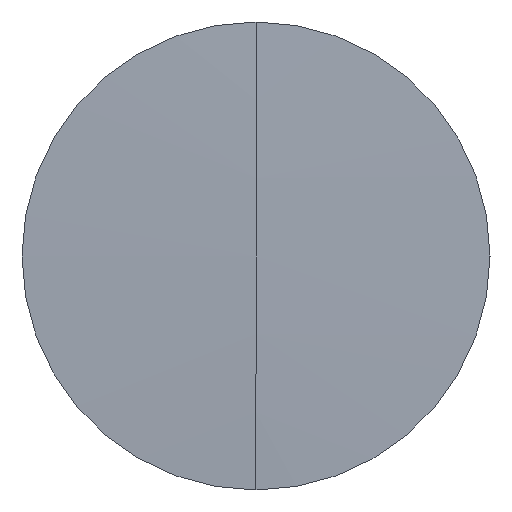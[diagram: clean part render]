
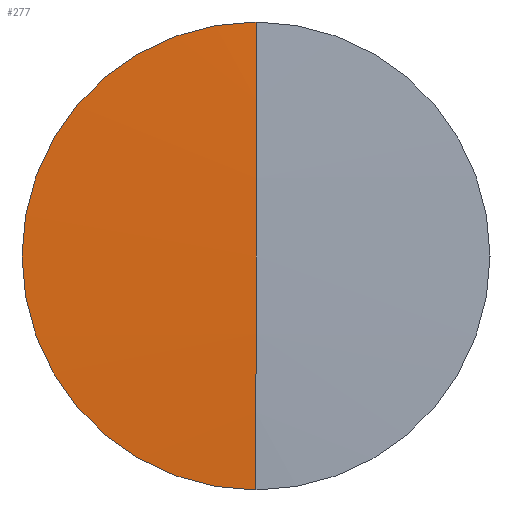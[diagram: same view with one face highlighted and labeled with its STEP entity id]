
A CAD part, left-side view. The second image highlights one B-rep face of the part: STEP entity #277.
In plain terms, the highlighted spherical face has radius 337.3 mm.
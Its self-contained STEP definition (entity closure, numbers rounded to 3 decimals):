
#1 = CARTESIAN_POINT ( 'NONE',  ( 363.699, 0., 0. ) ) ;
#32 = FACE_OUTER_BOUND ( 'NONE', #319, .T. ) ;
#37 = EDGE_CURVE ( 'NONE', #169, #45, #65, .T. ) ;
#42 = CARTESIAN_POINT ( 'NONE',  ( 700.999, 0., 0. ) ) ;
#45 = VERTEX_POINT ( 'NONE', #1 ) ;
#52 = EDGE_CURVE ( 'NONE', #317, #45, #305, .T. ) ;
#62 = DIRECTION ( 'NONE',  ( 0., 1., 0. ) ) ;
#65 = CIRCLE ( 'NONE', #295, 337.3 ) ;
#91 = AXIS2_PLACEMENT_3D ( 'NONE', #42, #267, #252 ) ;
#94 = CIRCLE ( 'NONE', #170, 12.7 ) ;
#121 = CARTESIAN_POINT ( 'NONE',  ( 700.999, 0., 0. ) ) ;
#125 = AXIS2_PLACEMENT_3D ( 'NONE', #121, #62, #174 ) ;
#161 = CARTESIAN_POINT ( 'NONE',  ( 363.939, 0., -12.7 ) ) ;
#169 = VERTEX_POINT ( 'NONE', #205 ) ;
#170 = AXIS2_PLACEMENT_3D ( 'NONE', #325, #343, #301 ) ;
#174 = DIRECTION ( 'NONE',  ( 0., 0., 1. ) ) ;
#198 = DIRECTION ( 'NONE',  ( 0., 0., -1. ) ) ;
#205 = CARTESIAN_POINT ( 'NONE',  ( 363.939, 0., 12.7 ) ) ;
#210 = ORIENTED_EDGE ( 'NONE', *, *, #37, .F. ) ;
#221 = ORIENTED_EDGE ( 'NONE', *, *, #52, .T. ) ;
#222 = ORIENTED_EDGE ( 'NONE', *, *, #313, .T. ) ;
#240 = CARTESIAN_POINT ( 'NONE',  ( 700.999, 0., 0. ) ) ;
#252 = DIRECTION ( 'NONE',  ( 0., 0., 1. ) ) ;
#257 = DIRECTION ( 'NONE',  ( 0., -1., 0. ) ) ;
#267 = DIRECTION ( 'NONE',  ( 0., 1., 0. ) ) ;
#277 = ADVANCED_FACE ( 'NONE', ( #32 ), #340, .T. ) ;
#295 = AXIS2_PLACEMENT_3D ( 'NONE', #240, #257, #198 ) ;
#301 = DIRECTION ( 'NONE',  ( 0., 0., 1. ) ) ;
#305 = CIRCLE ( 'NONE', #125, 337.3 ) ;
#313 = EDGE_CURVE ( 'NONE', #169, #317, #94, .T. ) ;
#317 = VERTEX_POINT ( 'NONE', #161 ) ;
#319 = EDGE_LOOP ( 'NONE', ( #222, #221, #210 ) ) ;
#325 = CARTESIAN_POINT ( 'NONE',  ( 363.939, 0., 0. ) ) ;
#340 = SPHERICAL_SURFACE ( 'NONE', #91, 337.3 ) ;
#343 = DIRECTION ( 'NONE',  ( -1., 0., 0. ) ) ;
